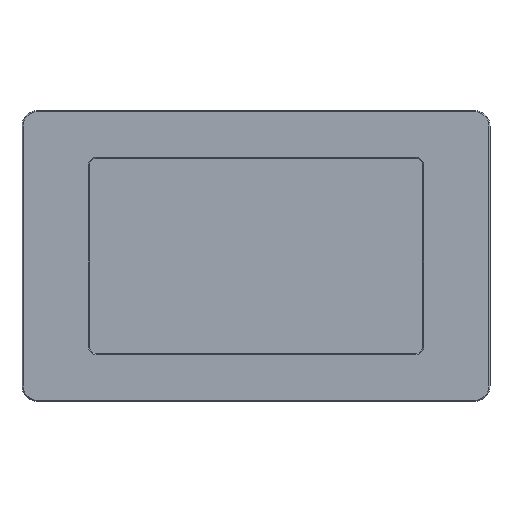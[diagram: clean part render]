
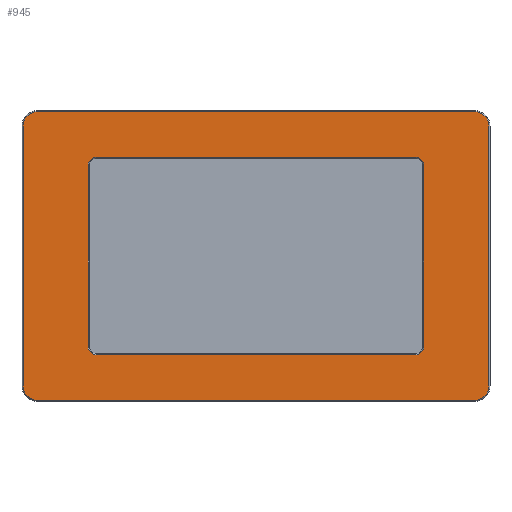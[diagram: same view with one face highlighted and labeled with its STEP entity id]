
A CAD part, top view. The second image highlights one B-rep face of the part: STEP entity #945.
In plain terms, the highlighted planar face has unit normal (0, 0, 1).
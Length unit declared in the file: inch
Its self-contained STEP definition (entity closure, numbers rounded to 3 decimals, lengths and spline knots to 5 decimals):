
#15=FACE_BOUND('',#132,.T.);
#71=FACE_OUTER_BOUND('',#131,.T.);
#131=EDGE_LOOP('',(#695,#696,#697,#698,#699,#700,#701,#702));
#132=EDGE_LOOP('',(#703,#704,#705,#706,#707,#708,#709,#710));
#192=LINE('',#1497,#272);
#197=LINE('',#1511,#277);
#201=LINE('',#1523,#281);
#205=LINE('',#1535,#285);
#212=LINE('',#1552,#292);
#213=LINE('',#1556,#293);
#214=LINE('',#1560,#294);
#215=LINE('',#1564,#295);
#272=VECTOR('',#1180,0.3937);
#277=VECTOR('',#1193,0.3937);
#281=VECTOR('',#1205,0.3937);
#285=VECTOR('',#1217,0.3937);
#292=VECTOR('',#1240,0.3937);
#293=VECTOR('',#1243,0.3937);
#294=VECTOR('',#1246,0.3937);
#295=VECTOR('',#1249,0.3937);
#360=CIRCLE('',#1032,0.2005);
#362=CIRCLE('',#1036,0.2005);
#364=CIRCLE('',#1040,0.2005);
#366=CIRCLE('',#1044,0.2005);
#367=CIRCLE('',#1050,0.35);
#368=CIRCLE('',#1051,0.35);
#369=CIRCLE('',#1052,0.35);
#370=CIRCLE('',#1053,0.35);
#424=VERTEX_POINT('',#1494);
#425=VERTEX_POINT('',#1496);
#428=VERTEX_POINT('',#1504);
#430=VERTEX_POINT('',#1509);
#432=VERTEX_POINT('',#1516);
#434=VERTEX_POINT('',#1521);
#436=VERTEX_POINT('',#1528);
#438=VERTEX_POINT('',#1533);
#439=VERTEX_POINT('',#1550);
#440=VERTEX_POINT('',#1551);
#441=VERTEX_POINT('',#1553);
#442=VERTEX_POINT('',#1555);
#443=VERTEX_POINT('',#1557);
#444=VERTEX_POINT('',#1559);
#445=VERTEX_POINT('',#1561);
#446=VERTEX_POINT('',#1563);
#512=EDGE_CURVE('',#424,#425,#192,.T.);
#517=EDGE_CURVE('',#428,#424,#360,.T.);
#519=EDGE_CURVE('',#430,#428,#197,.T.);
#523=EDGE_CURVE('',#432,#430,#362,.T.);
#525=EDGE_CURVE('',#434,#432,#201,.T.);
#529=EDGE_CURVE('',#436,#434,#364,.T.);
#531=EDGE_CURVE('',#438,#436,#205,.T.);
#534=EDGE_CURVE('',#425,#438,#366,.T.);
#540=EDGE_CURVE('',#439,#440,#212,.T.);
#541=EDGE_CURVE('',#441,#439,#367,.T.);
#542=EDGE_CURVE('',#442,#441,#213,.T.);
#543=EDGE_CURVE('',#443,#442,#368,.T.);
#544=EDGE_CURVE('',#444,#443,#214,.T.);
#545=EDGE_CURVE('',#445,#444,#369,.T.);
#546=EDGE_CURVE('',#446,#445,#215,.T.);
#547=EDGE_CURVE('',#440,#446,#370,.T.);
#695=ORIENTED_EDGE('',*,*,#540,.F.);
#696=ORIENTED_EDGE('',*,*,#541,.F.);
#697=ORIENTED_EDGE('',*,*,#542,.F.);
#698=ORIENTED_EDGE('',*,*,#543,.F.);
#699=ORIENTED_EDGE('',*,*,#544,.F.);
#700=ORIENTED_EDGE('',*,*,#545,.F.);
#701=ORIENTED_EDGE('',*,*,#546,.F.);
#702=ORIENTED_EDGE('',*,*,#547,.F.);
#703=ORIENTED_EDGE('',*,*,#512,.F.);
#704=ORIENTED_EDGE('',*,*,#517,.F.);
#705=ORIENTED_EDGE('',*,*,#519,.F.);
#706=ORIENTED_EDGE('',*,*,#523,.F.);
#707=ORIENTED_EDGE('',*,*,#525,.F.);
#708=ORIENTED_EDGE('',*,*,#529,.F.);
#709=ORIENTED_EDGE('',*,*,#531,.F.);
#710=ORIENTED_EDGE('',*,*,#534,.F.);
#907=PLANE('',#1049);
#945=ADVANCED_FACE('',(#71,#15),#907,.T.);
#1032=AXIS2_PLACEMENT_3D('',#1506,#1188,#1189);
#1036=AXIS2_PLACEMENT_3D('',#1518,#1200,#1201);
#1040=AXIS2_PLACEMENT_3D('',#1530,#1212,#1213);
#1044=AXIS2_PLACEMENT_3D('',#1539,#1223,#1224);
#1049=AXIS2_PLACEMENT_3D('',#1549,#1238,#1239);
#1050=AXIS2_PLACEMENT_3D('',#1554,#1241,#1242);
#1051=AXIS2_PLACEMENT_3D('',#1558,#1244,#1245);
#1052=AXIS2_PLACEMENT_3D('',#1562,#1247,#1248);
#1053=AXIS2_PLACEMENT_3D('',#1565,#1250,#1251);
#1180=DIRECTION('',(0.,-1.,0.));
#1188=DIRECTION('center_axis',(0.,0.,
1.));
#1189=DIRECTION('ref_axis',(-0.707,0.707,0.));
#1193=DIRECTION('',(-1.,0.,0.));
#1200=DIRECTION('center_axis',(0.,0.,
1.));
#1201=DIRECTION('ref_axis',(0.707,0.707,0.));
#1205=DIRECTION('',(0.,1.,0.));
#1212=DIRECTION('center_axis',(0.,0.,
1.));
#1213=DIRECTION('ref_axis',(0.707,-0.707,0.));
#1217=DIRECTION('',(1.,0.,0.));
#1223=DIRECTION('center_axis',(0.,0.,
1.));
#1224=DIRECTION('ref_axis',(-0.707,-0.707,0.));
#1238=DIRECTION('center_axis',(0.,0.,
1.));
#1239=DIRECTION('ref_axis',(1.,0.,0.));
#1240=DIRECTION('',(0.,-1.,0.));
#1241=DIRECTION('center_axis',(0.,0.,
-1.));
#1242=DIRECTION('ref_axis',(0.707,0.707,0.));
#1243=DIRECTION('',(1.,0.,0.));
#1244=DIRECTION('center_axis',(0.,0.,
-1.));
#1245=DIRECTION('ref_axis',(-0.707,0.707,0.));
#1246=DIRECTION('',(0.,1.,0.));
#1247=DIRECTION('center_axis',(0.,0.,
-1.));
#1248=DIRECTION('ref_axis',(-0.707,-0.707,0.));
#1249=DIRECTION('',(-1.,0.,0.));
#1250=DIRECTION('center_axis',(0.,0.,
-1.));
#1251=DIRECTION('ref_axis',(0.707,-0.707,0.));
#1494=CARTESIAN_POINT('',(1.6,-0.91247,0.644));
#1496=CARTESIAN_POINT('',(1.6,-5.28847,0.644));
#1497=CARTESIAN_POINT('',(1.6,-1.91872,0.644));
#1504=CARTESIAN_POINT('',(1.8005,-0.71197,0.644));
#1506=CARTESIAN_POINT('Origin',(1.8005,-0.91247,0.644));
#1509=CARTESIAN_POINT('',(9.5295,-0.71197,0.644));
#1511=CARTESIAN_POINT('',(7.685,-0.71197,0.644));
#1516=CARTESIAN_POINT('',(9.73,-0.91247,0.644));
#1518=CARTESIAN_POINT('Origin',(9.5295,-0.91247,0.644));
#1521=CARTESIAN_POINT('',(9.73,-5.28847,0.644));
#1523=CARTESIAN_POINT('',(9.73,-4.28222,0.644));
#1528=CARTESIAN_POINT('',(9.5295,-5.48897,0.644));
#1530=CARTESIAN_POINT('Origin',(9.5295,-5.28847,0.644));
#1533=CARTESIAN_POINT('',(1.8005,-5.48897,0.644));
#1535=CARTESIAN_POINT('',(3.645,-5.48897,0.644));
#1539=CARTESIAN_POINT('Origin',(1.8005,-5.28847,0.644));
#1549=CARTESIAN_POINT('Origin',(5.665,-3.10047,0.644));
#1550=CARTESIAN_POINT('',(11.305,0.04253,0.644));
#1551=CARTESIAN_POINT('',(11.305,-6.24347,0.644));
#1552=CARTESIAN_POINT('',(11.305,-4.85947,0.644));
#1553=CARTESIAN_POINT('',(10.955,0.39253,0.644));
#1554=CARTESIAN_POINT('Origin',(10.955,0.04253,0.644));
#1555=CARTESIAN_POINT('',(0.375,0.39253,0.644));
#1556=CARTESIAN_POINT('',(8.4975,0.39253,0.644));
#1557=CARTESIAN_POINT('',(0.025,0.04253,0.644));
#1558=CARTESIAN_POINT('Origin',(0.375,0.04253,0.644));
#1559=CARTESIAN_POINT('',(0.025,-6.24347,0.644));
#1560=CARTESIAN_POINT('',(0.025,-1.34147,0.644));
#1561=CARTESIAN_POINT('',(0.375,-6.59347,0.644));
#1562=CARTESIAN_POINT('Origin',(0.375,-6.24347,0.644));
#1563=CARTESIAN_POINT('',(10.955,-6.59347,0.644));
#1564=CARTESIAN_POINT('',(2.8325,-6.59347,0.644));
#1565=CARTESIAN_POINT('Origin',(10.955,-6.24347,0.644));
